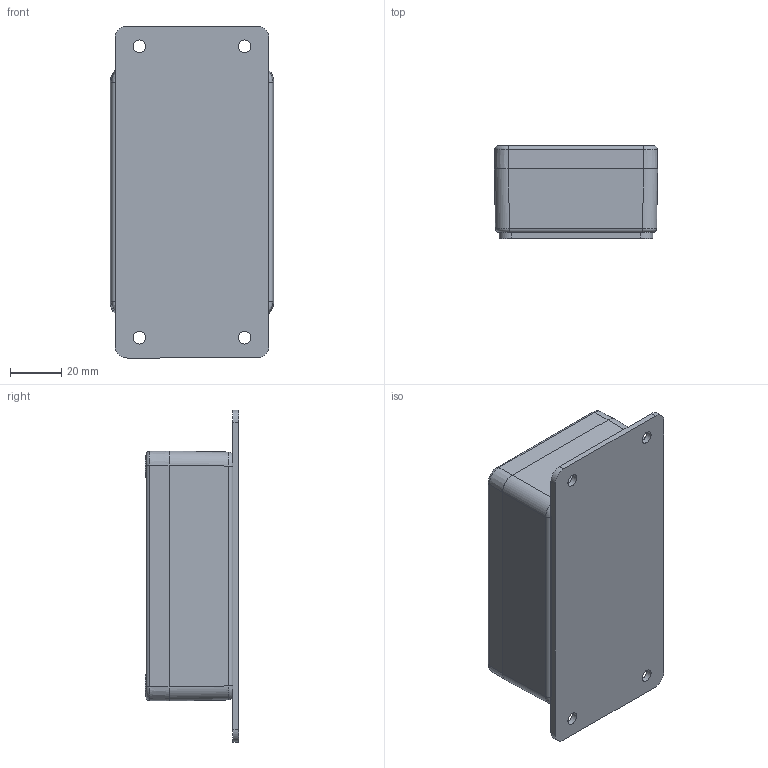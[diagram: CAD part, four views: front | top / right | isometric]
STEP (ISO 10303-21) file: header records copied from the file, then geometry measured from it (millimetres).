
FILE_DESCRIPTION (( 'STEP AP203' ), '1' );
FILE_NAME ('AN-12F-01.step', '2018-05-11T20:28:32', ( '' ), ( '' ), 'SwSTEP 2.0', 'SolidWorks 2016', '' );
FILE_SCHEMA (( 'CONFIG_CONTROL_DESIGN' ));
Length unit declared in the file: inch
Products named in the file (6): GASKET-112-01; cross recessed countersunk head screw_jis_JIS 1111 Cross recessed countersunk head screw - M4 x 20 - Z --20CSST; SCREWS-034-4; AN-12F-01; AN-12C_AN-12C-01; AN-12B_AN-12BF-01
Assembly tree (8 placements, depth 3):
  AN-12F-01
    AN-12B_AN-12BF-01
    AN-12C_AN-12C-01
    SCREWS-034-4
      cross recessed countersunk head screw_jis_JIS 1111 Cross recessed countersunk head screw - M4 x 20 - Z --20CSST  x4
    GASKET-112-01
Bounding box: 64 x 36.54 x 130.15 mm (x, y, z)
Volume: 90497 mm3; surface area: 68405.9 mm2
Topology: 8 solids, 8 shells, 641 faces, 1505 edges, 899 vertices
Faces by surface type: cylinder 228, plane 207, torus 128, cone 74, bspline 4
Full cylindrical faces by diameter (mm): 3.175 x2, 3.3 x4, 4 x4, 4.445 x2, 4.902 x4, 6 x4, 8.128 x4, 8.4 x4
Entity records: 16640 total; most frequent: DIRECTION 3022, CARTESIAN_POINT 2848, ORIENTED_EDGE 2534, EDGE_CURVE 1267, AXIS2_PLACEMENT_3D 1219, VERTEX_POINT 779, EDGE_LOOP 652, CIRCLE 651
